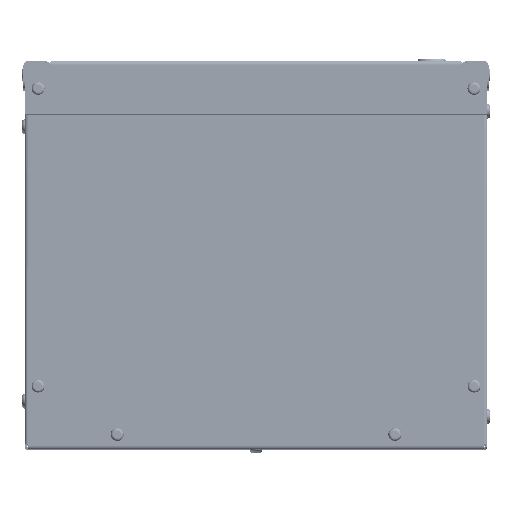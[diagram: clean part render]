
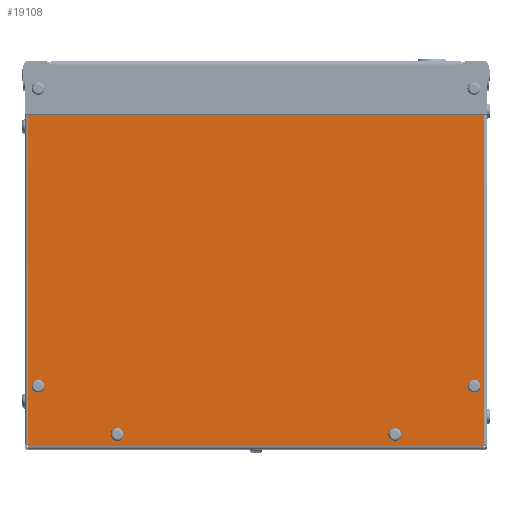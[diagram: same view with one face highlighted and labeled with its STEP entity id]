
A CAD part, top view. The second image highlights one B-rep face of the part: STEP entity #19108.
In plain terms, the highlighted planar face has unit normal (0, 0, 1).
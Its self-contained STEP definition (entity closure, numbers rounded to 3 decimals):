
#18866 = VERTEX_POINT('',#18867);
#18867 = CARTESIAN_POINT('',(148.,1.3,-82.789));
#18874 = EDGE_CURVE('',#18875,#18866,#18877,.T.);
#18875 = VERTEX_POINT('',#18876);
#18876 = CARTESIAN_POINT('',(-148.,1.3,-82.789));
#18877 = LINE('',#18878,#18879);
#18878 = CARTESIAN_POINT('',(-148.,1.3,-82.789));
#18879 = VECTOR('',#18880,1.);
#18880 = DIRECTION('',(1.,0.,0.));
#19108 = ADVANCED_FACE('',(#19109,#19218,#19229,#19240,#19251,#19262,
    #19273),#19284,.F.);
#19109 = FACE_BOUND('',#19110,.T.);
#19110 = EDGE_LOOP('',(#19111,#19122,#19130,#19139,#19145,#19146,#19154,
    #19163,#19171,#19180,#19188,#19196,#19204,#19212));
#19111 = ORIENTED_EDGE('',*,*,#19112,.T.);
#19112 = EDGE_CURVE('',#19113,#19115,#19117,.T.);
#19113 = VERTEX_POINT('',#19114);
#19114 = CARTESIAN_POINT('',(-133.8,248.3,-82.789));
#19115 = VERTEX_POINT('',#19116);
#19116 = CARTESIAN_POINT('',(-135.3,249.8,-82.789));
#19117 = CIRCLE('',#19118,1.5);
#19118 = AXIS2_PLACEMENT_3D('',#19119,#19120,#19121);
#19119 = CARTESIAN_POINT('',(-135.3,248.3,-82.789));
#19120 = DIRECTION('',(0.,0.,1.));
#19121 = DIRECTION('',(1.,0.,0.));
#19122 = ORIENTED_EDGE('',*,*,#19123,.T.);
#19123 = EDGE_CURVE('',#19115,#19124,#19126,.T.);
#19124 = VERTEX_POINT('',#19125);
#19125 = CARTESIAN_POINT('',(-146.5,249.8,-82.789));
#19126 = LINE('',#19127,#19128);
#19127 = CARTESIAN_POINT('',(-135.3,249.8,-82.789));
#19128 = VECTOR('',#19129,1.);
#19129 = DIRECTION('',(-1.,0.,0.));
#19130 = ORIENTED_EDGE('',*,*,#19131,.T.);
#19131 = EDGE_CURVE('',#19124,#19132,#19134,.T.);
#19132 = VERTEX_POINT('',#19133);
#19133 = CARTESIAN_POINT('',(-148.,248.3,-82.789));
#19134 = CIRCLE('',#19135,1.5);
#19135 = AXIS2_PLACEMENT_3D('',#19136,#19137,#19138);
#19136 = CARTESIAN_POINT('',(-146.5,248.3,-82.789));
#19137 = DIRECTION('',(0.,0.,1.));
#19138 = DIRECTION('',(0.,1.,0.));
#19139 = ORIENTED_EDGE('',*,*,#19140,.F.);
#19140 = EDGE_CURVE('',#18875,#19132,#19141,.T.);
#19141 = LINE('',#19142,#19143);
#19142 = CARTESIAN_POINT('',(-148.,1.3,-82.789));
#19143 = VECTOR('',#19144,1.);
#19144 = DIRECTION('',(0.,1.,0.));
#19145 = ORIENTED_EDGE('',*,*,#18874,.T.);
#19146 = ORIENTED_EDGE('',*,*,#19147,.F.);
#19147 = EDGE_CURVE('',#19148,#18866,#19150,.T.);
#19148 = VERTEX_POINT('',#19149);
#19149 = CARTESIAN_POINT('',(148.,248.3,-82.789));
#19150 = LINE('',#19151,#19152);
#19151 = CARTESIAN_POINT('',(148.,248.3,-82.789));
#19152 = VECTOR('',#19153,1.);
#19153 = DIRECTION('',(0.,-1.,-0.));
#19154 = ORIENTED_EDGE('',*,*,#19155,.T.);
#19155 = EDGE_CURVE('',#19148,#19156,#19158,.T.);
#19156 = VERTEX_POINT('',#19157);
#19157 = CARTESIAN_POINT('',(146.5,249.8,-82.789));
#19158 = CIRCLE('',#19159,1.5);
#19159 = AXIS2_PLACEMENT_3D('',#19160,#19161,#19162);
#19160 = CARTESIAN_POINT('',(146.5,248.3,-82.789));
#19161 = DIRECTION('',(0.,0.,1.));
#19162 = DIRECTION('',(1.,0.,0.));
#19163 = ORIENTED_EDGE('',*,*,#19164,.T.);
#19164 = EDGE_CURVE('',#19156,#19165,#19167,.T.);
#19165 = VERTEX_POINT('',#19166);
#19166 = CARTESIAN_POINT('',(135.3,249.8,-82.789));
#19167 = LINE('',#19168,#19169);
#19168 = CARTESIAN_POINT('',(146.5,249.8,-82.789));
#19169 = VECTOR('',#19170,1.);
#19170 = DIRECTION('',(-1.,0.,0.));
#19171 = ORIENTED_EDGE('',*,*,#19172,.T.);
#19172 = EDGE_CURVE('',#19165,#19173,#19175,.T.);
#19173 = VERTEX_POINT('',#19174);
#19174 = CARTESIAN_POINT('',(133.8,248.3,-82.789));
#19175 = CIRCLE('',#19176,1.5);
#19176 = AXIS2_PLACEMENT_3D('',#19177,#19178,#19179);
#19177 = CARTESIAN_POINT('',(135.3,248.3,-82.789));
#19178 = DIRECTION('',(0.,0.,1.));
#19179 = DIRECTION('',(0.,1.,0.));
#19180 = ORIENTED_EDGE('',*,*,#19181,.T.);
#19181 = EDGE_CURVE('',#19173,#19182,#19184,.T.);
#19182 = VERTEX_POINT('',#19183);
#19183 = CARTESIAN_POINT('',(133.8,247.7,-82.789));
#19184 = LINE('',#19185,#19186);
#19185 = CARTESIAN_POINT('',(133.8,248.3,-82.789));
#19186 = VECTOR('',#19187,1.);
#19187 = DIRECTION('',(0.,-1.,-0.));
#19188 = ORIENTED_EDGE('',*,*,#19189,.T.);
#19189 = EDGE_CURVE('',#19182,#19190,#19192,.T.);
#19190 = VERTEX_POINT('',#19191);
#19191 = CARTESIAN_POINT('',(133.6,247.7,-82.789));
#19192 = LINE('',#19193,#19194);
#19193 = CARTESIAN_POINT('',(133.8,247.7,-82.789));
#19194 = VECTOR('',#19195,1.);
#19195 = DIRECTION('',(-1.,0.,0.));
#19196 = ORIENTED_EDGE('',*,*,#19197,.T.);
#19197 = EDGE_CURVE('',#19190,#19198,#19200,.T.);
#19198 = VERTEX_POINT('',#19199);
#19199 = CARTESIAN_POINT('',(-133.6,247.7,-82.789));
#19200 = LINE('',#19201,#19202);
#19201 = CARTESIAN_POINT('',(133.6,247.7,-82.789));
#19202 = VECTOR('',#19203,1.);
#19203 = DIRECTION('',(-1.,0.,0.));
#19204 = ORIENTED_EDGE('',*,*,#19205,.T.);
#19205 = EDGE_CURVE('',#19198,#19206,#19208,.T.);
#19206 = VERTEX_POINT('',#19207);
#19207 = CARTESIAN_POINT('',(-133.8,247.7,-82.789));
#19208 = LINE('',#19209,#19210);
#19209 = CARTESIAN_POINT('',(-133.6,247.7,-82.789));
#19210 = VECTOR('',#19211,1.);
#19211 = DIRECTION('',(-1.,0.,0.));
#19212 = ORIENTED_EDGE('',*,*,#19213,.T.);
#19213 = EDGE_CURVE('',#19206,#19113,#19214,.T.);
#19214 = LINE('',#19215,#19216);
#19215 = CARTESIAN_POINT('',(-133.8,247.7,-82.789));
#19216 = VECTOR('',#19217,1.);
#19217 = DIRECTION('',(0.,1.,0.));
#19218 = FACE_BOUND('',#19219,.T.);
#19219 = EDGE_LOOP('',(#19220));
#19220 = ORIENTED_EDGE('',*,*,#19221,.T.);
#19221 = EDGE_CURVE('',#19222,#19222,#19224,.T.);
#19222 = VERTEX_POINT('',#19223);
#19223 = CARTESIAN_POINT('',(-87.8,8.7,-82.789));
#19224 = CIRCLE('',#19225,2.2);
#19225 = AXIS2_PLACEMENT_3D('',#19226,#19227,#19228);
#19226 = CARTESIAN_POINT('',(-90.,8.7,-82.789));
#19227 = DIRECTION('',(0.,0.,-1.));
#19228 = DIRECTION('',(1.,0.,0.));
#19229 = FACE_BOUND('',#19230,.T.);
#19230 = EDGE_LOOP('',(#19231));
#19231 = ORIENTED_EDGE('',*,*,#19232,.T.);
#19232 = EDGE_CURVE('',#19233,#19233,#19235,.T.);
#19233 = VERTEX_POINT('',#19234);
#19234 = CARTESIAN_POINT('',(92.2,8.7,-82.789));
#19235 = CIRCLE('',#19236,2.2);
#19236 = AXIS2_PLACEMENT_3D('',#19237,#19238,#19239);
#19237 = CARTESIAN_POINT('',(90.,8.7,-82.789));
#19238 = DIRECTION('',(0.,0.,-1.));
#19239 = DIRECTION('',(1.,0.,0.));
#19240 = FACE_BOUND('',#19241,.T.);
#19241 = EDGE_LOOP('',(#19242));
#19242 = ORIENTED_EDGE('',*,*,#19243,.T.);
#19243 = EDGE_CURVE('',#19244,#19244,#19246,.T.);
#19244 = VERTEX_POINT('',#19245);
#19245 = CARTESIAN_POINT('',(-139.1,233.,-82.789));
#19246 = CIRCLE('',#19247,2.2);
#19247 = AXIS2_PLACEMENT_3D('',#19248,#19249,#19250);
#19248 = CARTESIAN_POINT('',(-141.3,233.,-82.789));
#19249 = DIRECTION('',(0.,0.,-1.));
#19250 = DIRECTION('',(1.,0.,0.));
#19251 = FACE_BOUND('',#19252,.T.);
#19252 = EDGE_LOOP('',(#19253));
#19253 = ORIENTED_EDGE('',*,*,#19254,.T.);
#19254 = EDGE_CURVE('',#19255,#19255,#19257,.T.);
#19255 = VERTEX_POINT('',#19256);
#19256 = CARTESIAN_POINT('',(-139.1,40.,-82.789));
#19257 = CIRCLE('',#19258,2.2);
#19258 = AXIS2_PLACEMENT_3D('',#19259,#19260,#19261);
#19259 = CARTESIAN_POINT('',(-141.3,40.,-82.789));
#19260 = DIRECTION('',(0.,0.,-1.));
#19261 = DIRECTION('',(1.,0.,0.));
#19262 = FACE_BOUND('',#19263,.T.);
#19263 = EDGE_LOOP('',(#19264));
#19264 = ORIENTED_EDGE('',*,*,#19265,.T.);
#19265 = EDGE_CURVE('',#19266,#19266,#19268,.T.);
#19266 = VERTEX_POINT('',#19267);
#19267 = CARTESIAN_POINT('',(143.5,40.,-82.789));
#19268 = CIRCLE('',#19269,2.2);
#19269 = AXIS2_PLACEMENT_3D('',#19270,#19271,#19272);
#19270 = CARTESIAN_POINT('',(141.3,40.,-82.789));
#19271 = DIRECTION('',(0.,0.,-1.));
#19272 = DIRECTION('',(1.,0.,0.));
#19273 = FACE_BOUND('',#19274,.T.);
#19274 = EDGE_LOOP('',(#19275));
#19275 = ORIENTED_EDGE('',*,*,#19276,.T.);
#19276 = EDGE_CURVE('',#19277,#19277,#19279,.T.);
#19277 = VERTEX_POINT('',#19278);
#19278 = CARTESIAN_POINT('',(143.5,233.,-82.789));
#19279 = CIRCLE('',#19280,2.2);
#19280 = AXIS2_PLACEMENT_3D('',#19281,#19282,#19283);
#19281 = CARTESIAN_POINT('',(141.3,233.,-82.789));
#19282 = DIRECTION('',(0.,0.,-1.));
#19283 = DIRECTION('',(1.,0.,0.));
#19284 = PLANE('',#19285);
#19285 = AXIS2_PLACEMENT_3D('',#19286,#19287,#19288);
#19286 = CARTESIAN_POINT('',(0.,124.5,
    -82.789));
#19287 = DIRECTION('',(0.,0.,-1.));
#19288 = DIRECTION('',(-1.,0.,0.));
